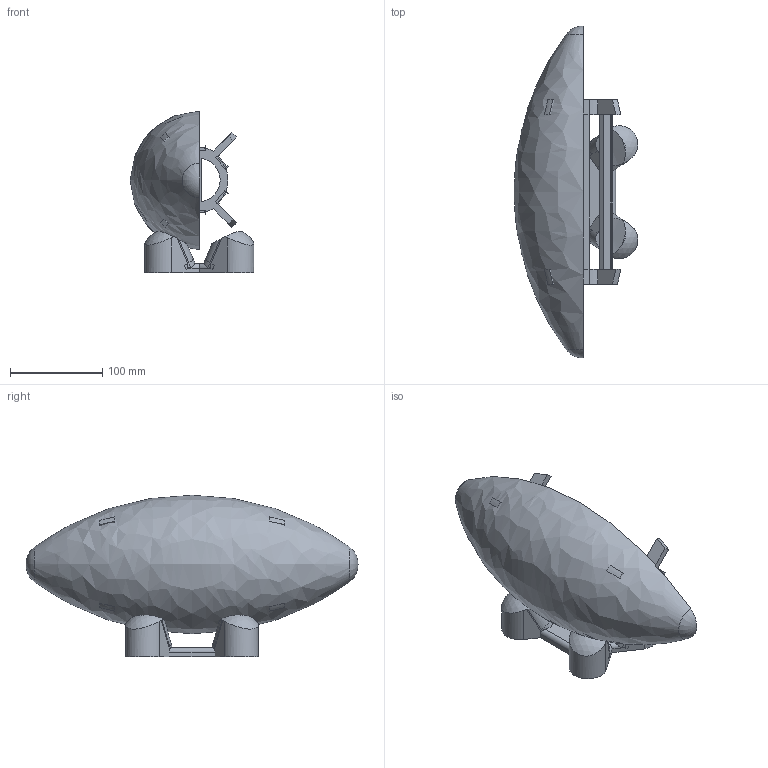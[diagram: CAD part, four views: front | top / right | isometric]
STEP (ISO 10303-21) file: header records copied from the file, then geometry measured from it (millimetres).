
FILE_DESCRIPTION(/* description */ (''),/* implementation_level */ '2;1');
FILE_NAME(/* name */ 'LED Zeppelin final design.step',/* time_stamp */ '2024-06-15T12:03:56+03:00',/* author */ (''),/* organization */ (''),/* preprocessor_version */ 'ST-DEVELOPER v20',/* originating_system */ 'Autodesk Translation Framework v13.14.0.145',/* authorisation */ '');
FILE_SCHEMA (('AUTOMOTIVE_DESIGN { 1 0 10303 214 3 1 1 }'));
Length unit declared in the file: millimetre
Products named in the file (5): LED Zeppelin final design; Diffuser; Internals; Diffuser (2) (1); Stand (1)
Assembly tree (4 placements, depth 2):
  LED Zeppelin final design
    Diffuser
    Internals
    Diffuser (2) (1)
    Stand (1)
Bounding box: 133.99 x 360 x 175 mm (x, y, z)
Volume: 695388.5 mm3; surface area: 281208.3 mm2
Topology: 11 solids, 11 shells, 207 faces, 552 edges, 364 vertices
Faces by surface type: plane 143, cylinder 36, bspline 24, sphere 4
Full cylindrical faces by diameter (mm): 47 x2
Entity records: 7819 total; most frequent: CARTESIAN_POINT 2736, ORIENTED_EDGE 1096, DIRECTION 924, EDGE_CURVE 548, VERTEX_POINT 364, LINE 356, VECTOR 356, AXIS2_PLACEMENT_3D 284
